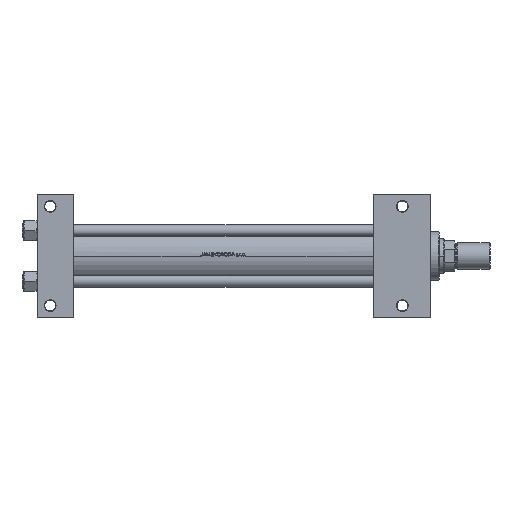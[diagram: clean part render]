
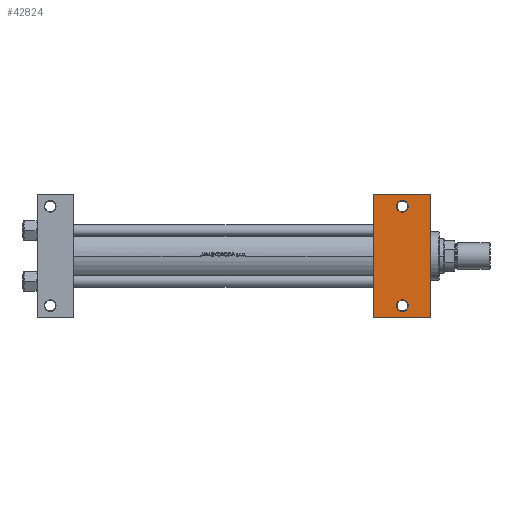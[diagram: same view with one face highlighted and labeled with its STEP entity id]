
A CAD part, front view. The second image highlights one B-rep face of the part: STEP entity #42824.
In plain terms, the highlighted face is planar.
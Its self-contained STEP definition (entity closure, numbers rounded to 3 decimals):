
#21 = LINE ( 'NONE', #46340, #24647 ) ;
#2493 = EDGE_CURVE ( 'NONE', #48830, #29380, #31025, .T. ) ;
#4842 = EDGE_CURVE ( 'NONE', #11600, #11709, #33146, .T. ) ;
#5158 = CARTESIAN_POINT ( 'NONE',  ( 375., -51., -37.5 ) ) ;
#5645 = AXIS2_PLACEMENT_3D ( 'NONE', #26509, #22695, #26013 ) ;
#6371 = VECTOR ( 'NONE', #37334, 1000. ) ;
#7473 = DIRECTION ( 'NONE',  ( 0., 0., 1. ) ) ;
#8826 = DIRECTION ( 'NONE',  ( 0., 0., -1. ) ) ;
#8841 = ORIENTED_EDGE ( 'NONE', *, *, #16216, .T. ) ;
#9256 = CIRCLE ( 'NONE', #29501, 5.999 ) ;
#9595 = ORIENTED_EDGE ( 'NONE', *, *, #26228, .T. ) ;
#10566 = CARTESIAN_POINT ( 'NONE',  ( 375., 51., -37.5 ) ) ;
#11600 = VERTEX_POINT ( 'NONE', #32436 ) ;
#11652 = DIRECTION ( 'NONE',  ( 0., -1., 0. ) ) ;
#11709 = VERTEX_POINT ( 'NONE', #30696 ) ;
#13046 = ORIENTED_EDGE ( 'NONE', *, *, #47622, .F. ) ;
#13226 = DIRECTION ( 'NONE',  ( 1., 0., 0. ) ) ;
#14636 = AXIS2_PLACEMENT_3D ( 'NONE', #26723, #7473, #26967 ) ;
#15666 = FACE_BOUND ( 'NONE', #38821, .T. ) ;
#16216 = EDGE_CURVE ( 'NONE', #29380, #41903, #40380, .T. ) ;
#17061 = CARTESIAN_POINT ( 'NONE',  ( 345., 63.5, -37.5 ) ) ;
#17106 = CIRCLE ( 'NONE', #14636, 5.999 ) ;
#17864 = ORIENTED_EDGE ( 'NONE', *, *, #31797, .T. ) ;
#18170 = DIRECTION ( 'NONE',  ( 0., 0., 1. ) ) ;
#20422 = EDGE_LOOP ( 'NONE', ( #43737, #9595 ) ) ;
#20538 = AXIS2_PLACEMENT_3D ( 'NONE', #39201, #8826, #24277 ) ;
#20604 = DIRECTION ( 'NONE',  ( 0., 0., 1. ) ) ;
#22695 = DIRECTION ( 'NONE',  ( 0., 0., 1. ) ) ;
#23183 = CIRCLE ( 'NONE', #37736, 5.999 ) ;
#24277 = DIRECTION ( 'NONE',  ( -1., 0., 0. ) ) ;
#24647 = VECTOR ( 'NONE', #11652, 1000. ) ;
#25323 = CARTESIAN_POINT ( 'NONE',  ( 404., 63.5, -37.5 ) ) ;
#26013 = DIRECTION ( 'NONE',  ( -1., 0., 0. ) ) ;
#26228 = EDGE_CURVE ( 'NONE', #26824, #34837, #9256, .T. ) ;
#26509 = CARTESIAN_POINT ( 'NONE',  ( 375., -51., -37.5 ) ) ;
#26723 = CARTESIAN_POINT ( 'NONE',  ( 375., 51., -37.5 ) ) ;
#26824 = VERTEX_POINT ( 'NONE', #37459 ) ;
#26967 = DIRECTION ( 'NONE',  ( -1., 0., 0. ) ) ;
#27335 = PLANE ( 'NONE',  #20538 ) ;
#28653 = CARTESIAN_POINT ( 'NONE',  ( 345., -63.5, -37.5 ) ) ;
#29380 = VERTEX_POINT ( 'NONE', #37544 ) ;
#29501 = AXIS2_PLACEMENT_3D ( 'NONE', #10566, #18170, #45492 ) ;
#30696 = CARTESIAN_POINT ( 'NONE',  ( 369., -51., -37.5 ) ) ;
#31025 = LINE ( 'NONE', #47446, #46792 ) ;
#31797 = EDGE_CURVE ( 'NONE', #11709, #11600, #23183, .T. ) ;
#32037 = ORIENTED_EDGE ( 'NONE', *, *, #48368, .T. ) ;
#32310 = ORIENTED_EDGE ( 'NONE', *, *, #2493, .T. ) ;
#32436 = CARTESIAN_POINT ( 'NONE',  ( 380.999, -51., -37.5 ) ) ;
#33146 = CIRCLE ( 'NONE', #5645, 5.999 ) ;
#34837 = VERTEX_POINT ( 'NONE', #47302 ) ;
#35413 = EDGE_CURVE ( 'NONE', #34837, #26824, #17106, .T. ) ;
#36259 = CARTESIAN_POINT ( 'NONE',  ( 345., 63.5, -37.5 ) ) ;
#37252 = LINE ( 'NONE', #36259, #41651 ) ;
#37334 = DIRECTION ( 'NONE',  ( -1., 0., 0. ) ) ;
#37459 = CARTESIAN_POINT ( 'NONE',  ( 380.999, 51., -37.5 ) ) ;
#37544 = CARTESIAN_POINT ( 'NONE',  ( 404., -63.5, -37.5 ) ) ;
#37736 = AXIS2_PLACEMENT_3D ( 'NONE', #5158, #20604, #47672 ) ;
#38821 = EDGE_LOOP ( 'NONE', ( #17864, #49842 ) ) ;
#39201 = CARTESIAN_POINT ( 'NONE',  ( 404., 37.5, -37.5 ) ) ;
#40380 = LINE ( 'NONE', #41126, #6371 ) ;
#41126 = CARTESIAN_POINT ( 'NONE',  ( 345., -63.5, -37.5 ) ) ;
#41651 = VECTOR ( 'NONE', #13226, 1000. ) ;
#41903 = VERTEX_POINT ( 'NONE', #28653 ) ;
#42401 = DIRECTION ( 'NONE',  ( 0., -1., 0. ) ) ;
#42824 = ADVANCED_FACE ( 'NONE', ( #43004, #15666, #43503 ), #27335, .T. ) ;
#43004 = FACE_BOUND ( 'NONE', #20422, .T. ) ;
#43503 = FACE_OUTER_BOUND ( 'NONE', #44174, .T. ) ;
#43737 = ORIENTED_EDGE ( 'NONE', *, *, #35413, .T. ) ;
#44174 = EDGE_LOOP ( 'NONE', ( #13046, #32037, #32310, #8841 ) ) ;
#44668 = VERTEX_POINT ( 'NONE', #17061 ) ;
#45492 = DIRECTION ( 'NONE',  ( -1., 0., 0. ) ) ;
#46340 = CARTESIAN_POINT ( 'NONE',  ( 345., 37.5, -37.5 ) ) ;
#46792 = VECTOR ( 'NONE', #42401, 1000. ) ;
#47302 = CARTESIAN_POINT ( 'NONE',  ( 369., 51., -37.5 ) ) ;
#47446 = CARTESIAN_POINT ( 'NONE',  ( 404., 37.5, -37.5 ) ) ;
#47622 = EDGE_CURVE ( 'NONE', #44668, #41903, #21, .T. ) ;
#47672 = DIRECTION ( 'NONE',  ( -1., 0., 0. ) ) ;
#48368 = EDGE_CURVE ( 'NONE', #44668, #48830, #37252, .T. ) ;
#48830 = VERTEX_POINT ( 'NONE', #25323 ) ;
#49842 = ORIENTED_EDGE ( 'NONE', *, *, #4842, .T. ) ;
